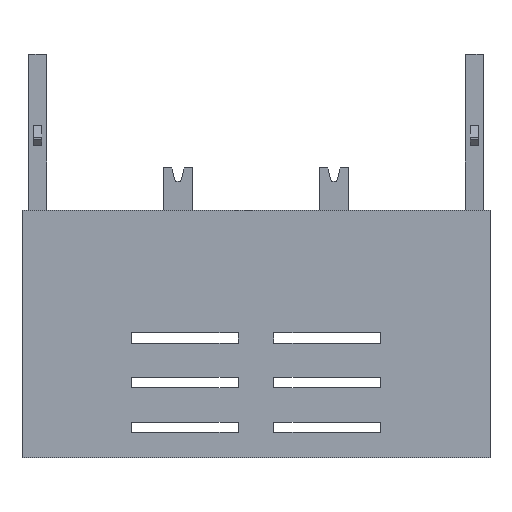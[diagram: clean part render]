
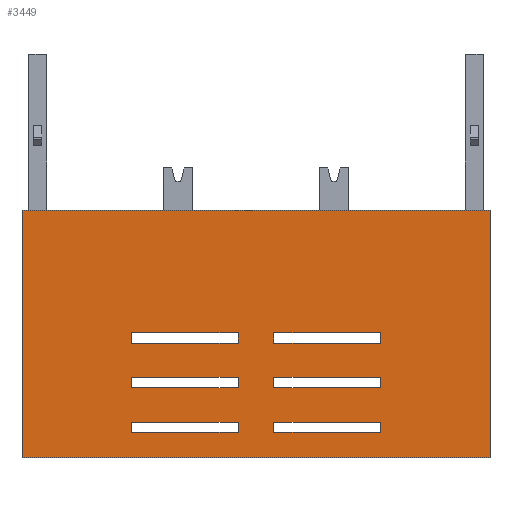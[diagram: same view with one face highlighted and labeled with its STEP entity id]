
A CAD part, top view. The second image highlights one B-rep face of the part: STEP entity #3449.
In plain terms, the highlighted planar face has unit normal (0, 0, 1).
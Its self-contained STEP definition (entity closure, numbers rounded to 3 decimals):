
#346=DIRECTION('',(1.,0.,0.));
#347=VECTOR('',#346,105.);
#348=CARTESIAN_POINT('',(-52.5,-55.5,1.5));
#349=LINE('',#348,#347);
#360=DIRECTION('',(0.,-1.,0.));
#361=VECTOR('',#360,55.5);
#362=CARTESIAN_POINT('',(-52.5,0.,1.5));
#363=LINE('',#362,#361);
#381=DIRECTION('',(0.,-1.,0.));
#382=VECTOR('',#381,55.5);
#383=CARTESIAN_POINT('',(52.5,0.,1.5));
#384=LINE('',#383,#382);
#388=DIRECTION('',(1.,0.,0.));
#389=VECTOR('',#388,105.);
#390=CARTESIAN_POINT('',(-52.5,0.,1.5));
#391=LINE('',#390,#389);
#395=DIRECTION('',(1.,0.,0.));
#396=VECTOR('',#395,24.);
#397=CARTESIAN_POINT('',(4.,-29.8,1.5));
#398=LINE('',#397,#396);
#402=DIRECTION('',(-1.,0.,0.));
#403=VECTOR('',#402,24.);
#404=CARTESIAN_POINT('',(28.,-27.5,1.5));
#405=LINE('',#404,#403);
#409=DIRECTION('',(-1.,0.,0.));
#410=VECTOR('',#409,24.);
#411=CARTESIAN_POINT('',(28.,-37.5,1.5));
#412=LINE('',#411,#410);
#416=DIRECTION('',(1.,0.,0.));
#417=VECTOR('',#416,24.);
#418=CARTESIAN_POINT('',(4.,-39.8,1.5));
#419=LINE('',#418,#417);
#423=DIRECTION('',(-1.,0.,0.));
#424=VECTOR('',#423,24.);
#425=CARTESIAN_POINT('',(28.,-47.5,1.5));
#426=LINE('',#425,#424);
#430=DIRECTION('',(1.,0.,0.));
#431=VECTOR('',#430,24.);
#432=CARTESIAN_POINT('',(4.,-49.8,1.5));
#433=LINE('',#432,#431);
#437=DIRECTION('',(0.,1.,0.));
#438=VECTOR('',#437,2.3);
#439=CARTESIAN_POINT('',(-4.,-29.8,1.5));
#440=LINE('',#439,#438);
#444=DIRECTION('',(0.,-1.,0.));
#445=VECTOR('',#444,2.3);
#446=CARTESIAN_POINT('',(-28.,-27.5,1.5));
#447=LINE('',#446,#445);
#451=DIRECTION('',(0.,1.,0.));
#452=VECTOR('',#451,2.3);
#453=CARTESIAN_POINT('',(-4.,-39.8,1.5));
#454=LINE('',#453,#452);
#458=DIRECTION('',(0.,-1.,0.));
#459=VECTOR('',#458,2.3);
#460=CARTESIAN_POINT('',(-28.,-37.5,1.5));
#461=LINE('',#460,#459);
#465=DIRECTION('',(0.,1.,0.));
#466=VECTOR('',#465,2.3);
#467=CARTESIAN_POINT('',(-4.,-49.8,1.5));
#468=LINE('',#467,#466);
#472=DIRECTION('',(0.,-1.,0.));
#473=VECTOR('',#472,2.3);
#474=CARTESIAN_POINT('',(-28.,-47.5,1.5));
#475=LINE('',#474,#473);
#2391=DIRECTION('',(0.,1.,0.));
#2392=VECTOR('',#2391,2.3);
#2393=CARTESIAN_POINT('',(4.,-29.8,1.5));
#2394=LINE('',#2393,#2392);
#2419=DIRECTION('',(0.,-1.,0.));
#2420=VECTOR('',#2419,2.3);
#2421=CARTESIAN_POINT('',(28.,-27.5,1.5));
#2422=LINE('',#2421,#2420);
#2447=DIRECTION('',(0.,-1.,0.));
#2448=VECTOR('',#2447,2.3);
#2449=CARTESIAN_POINT('',(28.,-37.5,1.5));
#2450=LINE('',#2449,#2448);
#2475=DIRECTION('',(0.,1.,0.));
#2476=VECTOR('',#2475,2.3);
#2477=CARTESIAN_POINT('',(4.,-39.8,1.5));
#2478=LINE('',#2477,#2476);
#2503=DIRECTION('',(0.,-1.,0.));
#2504=VECTOR('',#2503,2.3);
#2505=CARTESIAN_POINT('',(28.,-47.5,1.5));
#2506=LINE('',#2505,#2504);
#2531=DIRECTION('',(0.,1.,0.));
#2532=VECTOR('',#2531,2.3);
#2533=CARTESIAN_POINT('',(4.,-49.8,1.5));
#2534=LINE('',#2533,#2532);
#2559=DIRECTION('',(-1.,0.,0.));
#2560=VECTOR('',#2559,24.);
#2561=CARTESIAN_POINT('',(-4.,-29.8,1.5));
#2562=LINE('',#2561,#2560);
#2587=DIRECTION('',(1.,0.,0.));
#2588=VECTOR('',#2587,24.);
#2589=CARTESIAN_POINT('',(-28.,-27.5,1.5));
#2590=LINE('',#2589,#2588);
#2615=DIRECTION('',(-1.,0.,0.));
#2616=VECTOR('',#2615,24.);
#2617=CARTESIAN_POINT('',(-4.,-39.8,1.5));
#2618=LINE('',#2617,#2616);
#2643=DIRECTION('',(1.,0.,0.));
#2644=VECTOR('',#2643,24.);
#2645=CARTESIAN_POINT('',(-28.,-37.5,1.5));
#2646=LINE('',#2645,#2644);
#2671=DIRECTION('',(-1.,0.,0.));
#2672=VECTOR('',#2671,24.);
#2673=CARTESIAN_POINT('',(-4.,-49.8,1.5));
#2674=LINE('',#2673,#2672);
#2699=DIRECTION('',(1.,0.,0.));
#2700=VECTOR('',#2699,24.);
#2701=CARTESIAN_POINT('',(-28.,-47.5,1.5));
#2702=LINE('',#2701,#2700);
#2828=CARTESIAN_POINT('',(-52.5,-55.5,1.5));
#2829=VERTEX_POINT('',#2828);
#2830=CARTESIAN_POINT('',(52.5,-55.5,1.5));
#2831=VERTEX_POINT('',#2830);
#2832=CARTESIAN_POINT('',(-52.5,0.,1.5));
#2833=VERTEX_POINT('',#2832);
#2834=CARTESIAN_POINT('',(52.5,0.,1.5));
#2835=VERTEX_POINT('',#2834);
#2836=CARTESIAN_POINT('',(4.,-29.8,1.5));
#2837=CARTESIAN_POINT('',(4.,-27.5,1.5));
#2838=VERTEX_POINT('',#2836);
#2839=VERTEX_POINT('',#2837);
#2840=CARTESIAN_POINT('',(28.,-29.8,1.5));
#2841=VERTEX_POINT('',#2840);
#2842=CARTESIAN_POINT('',(28.,-27.5,1.5));
#2843=VERTEX_POINT('',#2842);
#2844=CARTESIAN_POINT('',(28.,-37.5,1.5));
#2845=CARTESIAN_POINT('',(28.,-39.8,1.5));
#2846=VERTEX_POINT('',#2844);
#2847=VERTEX_POINT('',#2845);
#2848=CARTESIAN_POINT('',(4.,-37.5,1.5));
#2849=VERTEX_POINT('',#2848);
#2850=CARTESIAN_POINT('',(4.,-39.8,1.5));
#2851=VERTEX_POINT('',#2850);
#2852=CARTESIAN_POINT('',(28.,-47.5,1.5));
#2853=CARTESIAN_POINT('',(28.,-49.8,1.5));
#2854=VERTEX_POINT('',#2852);
#2855=VERTEX_POINT('',#2853);
#2856=CARTESIAN_POINT('',(4.,-47.5,1.5));
#2857=VERTEX_POINT('',#2856);
#2858=CARTESIAN_POINT('',(4.,-49.8,1.5));
#2859=VERTEX_POINT('',#2858);
#2860=CARTESIAN_POINT('',(-4.,-29.8,1.5));
#2861=CARTESIAN_POINT('',(-28.,-29.8,1.5));
#2862=VERTEX_POINT('',#2860);
#2863=VERTEX_POINT('',#2861);
#2864=CARTESIAN_POINT('',(-4.,-27.5,1.5));
#2865=VERTEX_POINT('',#2864);
#2866=CARTESIAN_POINT('',(-28.,-27.5,1.5));
#2867=VERTEX_POINT('',#2866);
#2868=CARTESIAN_POINT('',(-4.,-39.8,1.5));
#2869=CARTESIAN_POINT('',(-28.,-39.8,1.5));
#2870=VERTEX_POINT('',#2868);
#2871=VERTEX_POINT('',#2869);
#2872=CARTESIAN_POINT('',(-4.,-37.5,1.5));
#2873=VERTEX_POINT('',#2872);
#2874=CARTESIAN_POINT('',(-28.,-37.5,1.5));
#2875=VERTEX_POINT('',#2874);
#2876=CARTESIAN_POINT('',(-4.,-49.8,1.5));
#2877=CARTESIAN_POINT('',(-28.,-49.8,1.5));
#2878=VERTEX_POINT('',#2876);
#2879=VERTEX_POINT('',#2877);
#2880=CARTESIAN_POINT('',(-4.,-47.5,1.5));
#2881=VERTEX_POINT('',#2880);
#2882=CARTESIAN_POINT('',(-28.,-47.5,1.5));
#2883=VERTEX_POINT('',#2882);
#3376=CARTESIAN_POINT('',(0.,0.,1.5));
#3377=DIRECTION('',(0.,0.,1.));
#3378=DIRECTION('',(1.,0.,0.));
#3379=AXIS2_PLACEMENT_3D('',#3376,#3377,#3378);
#3380=PLANE('',#3379);
#3382=ORIENTED_EDGE('',*,*,#3381,.T.);
#3383=ORIENTED_EDGE('',*,*,#3354,.F.);
#3384=ORIENTED_EDGE('',*,*,#3367,.F.);
#3386=ORIENTED_EDGE('',*,*,#3385,.T.);
#3387=EDGE_LOOP('',(#3382,#3383,#3384,#3386));
#3388=FACE_OUTER_BOUND('',#3387,.F.);
#3390=ORIENTED_EDGE('',*,*,#3389,.F.);
#3392=ORIENTED_EDGE('',*,*,#3391,.T.);
#3394=ORIENTED_EDGE('',*,*,#3393,.F.);
#3396=ORIENTED_EDGE('',*,*,#3395,.T.);
#3397=EDGE_LOOP('',(#3390,#3392,#3394,#3396));
#3398=FACE_BOUND('',#3397,.F.);
#3400=ORIENTED_EDGE('',*,*,#3399,.F.);
#3402=ORIENTED_EDGE('',*,*,#3401,.T.);
#3404=ORIENTED_EDGE('',*,*,#3403,.F.);
#3406=ORIENTED_EDGE('',*,*,#3405,.T.);
#3407=EDGE_LOOP('',(#3400,#3402,#3404,#3406));
#3408=FACE_BOUND('',#3407,.F.);
#3410=ORIENTED_EDGE('',*,*,#3409,.F.);
#3412=ORIENTED_EDGE('',*,*,#3411,.T.);
#3414=ORIENTED_EDGE('',*,*,#3413,.F.);
#3416=ORIENTED_EDGE('',*,*,#3415,.T.);
#3417=EDGE_LOOP('',(#3410,#3412,#3414,#3416));
#3418=FACE_BOUND('',#3417,.F.);
#3420=ORIENTED_EDGE('',*,*,#3419,.F.);
#3422=ORIENTED_EDGE('',*,*,#3421,.T.);
#3424=ORIENTED_EDGE('',*,*,#3423,.F.);
#3426=ORIENTED_EDGE('',*,*,#3425,.T.);
#3427=EDGE_LOOP('',(#3420,#3422,#3424,#3426));
#3428=FACE_BOUND('',#3427,.F.);
#3430=ORIENTED_EDGE('',*,*,#3429,.F.);
#3432=ORIENTED_EDGE('',*,*,#3431,.T.);
#3434=ORIENTED_EDGE('',*,*,#3433,.F.);
#3436=ORIENTED_EDGE('',*,*,#3435,.T.);
#3437=EDGE_LOOP('',(#3430,#3432,#3434,#3436));
#3438=FACE_BOUND('',#3437,.F.);
#3440=ORIENTED_EDGE('',*,*,#3439,.F.);
#3442=ORIENTED_EDGE('',*,*,#3441,.T.);
#3444=ORIENTED_EDGE('',*,*,#3443,.F.);
#3446=ORIENTED_EDGE('',*,*,#3445,.T.);
#3447=EDGE_LOOP('',(#3440,#3442,#3444,#3446));
#3448=FACE_BOUND('',#3447,.F.);
#3354=EDGE_CURVE('',#2829,#2831,#349,.T.);
#3367=EDGE_CURVE('',#2833,#2829,#363,.T.);
#3381=EDGE_CURVE('',#2835,#2831,#384,.T.);
#3385=EDGE_CURVE('',#2833,#2835,#391,.T.);
#3389=EDGE_CURVE('',#2838,#2839,#2394,.T.);
#3391=EDGE_CURVE('',#2838,#2841,#398,.T.);
#3393=EDGE_CURVE('',#2843,#2841,#2422,.T.);
#3395=EDGE_CURVE('',#2843,#2839,#405,.T.);
#3399=EDGE_CURVE('',#2846,#2847,#2450,.T.);
#3401=EDGE_CURVE('',#2846,#2849,#412,.T.);
#3403=EDGE_CURVE('',#2851,#2849,#2478,.T.);
#3405=EDGE_CURVE('',#2851,#2847,#419,.T.);
#3409=EDGE_CURVE('',#2854,#2855,#2506,.T.);
#3411=EDGE_CURVE('',#2854,#2857,#426,.T.);
#3413=EDGE_CURVE('',#2859,#2857,#2534,.T.);
#3415=EDGE_CURVE('',#2859,#2855,#433,.T.);
#3419=EDGE_CURVE('',#2862,#2863,#2562,.T.);
#3421=EDGE_CURVE('',#2862,#2865,#440,.T.);
#3423=EDGE_CURVE('',#2867,#2865,#2590,.T.);
#3425=EDGE_CURVE('',#2867,#2863,#447,.T.);
#3429=EDGE_CURVE('',#2870,#2871,#2618,.T.);
#3431=EDGE_CURVE('',#2870,#2873,#454,.T.);
#3433=EDGE_CURVE('',#2875,#2873,#2646,.T.);
#3435=EDGE_CURVE('',#2875,#2871,#461,.T.);
#3439=EDGE_CURVE('',#2878,#2879,#2674,.T.);
#3441=EDGE_CURVE('',#2878,#2881,#468,.T.);
#3443=EDGE_CURVE('',#2883,#2881,#2702,.T.);
#3445=EDGE_CURVE('',#2883,#2879,#475,.T.);
#3449=ADVANCED_FACE('',(#3388,#3398,#3408,#3418,#3428,#3438,#3448),#3380,.T.);
